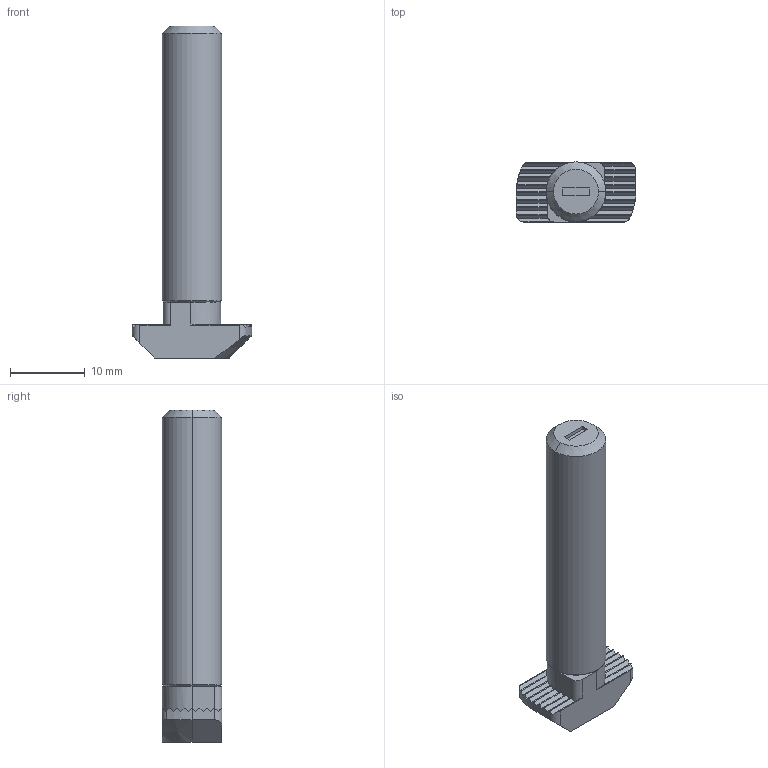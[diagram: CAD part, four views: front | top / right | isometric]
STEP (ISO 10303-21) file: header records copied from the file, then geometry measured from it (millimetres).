
FILE_DESCRIPTION (( 'STEP AP214' ), '1' );
FILE_NAME ('096hk0830m0840.STEP', '2014-08-18T13:38:15', ( '' ), ( '' ), 'SwSTEP 2.0', 'SolidWorks 2014', '' );
FILE_SCHEMA (( 'AUTOMOTIVE_DESIGN' ));
Length unit declared in the file: millimetre
Products named in the file (1): 096hk0830m0840
Bounding box: 16 x 8 x 44.5 mm (x, y, z)
Volume: 2482.4 mm3; surface area: 1437.5 mm2
Topology: 1 solids, 1 shells, 87 faces, 240 edges, 156 vertices
Faces by surface type: plane 49, cylinder 32, cone 6
Entity records: 3040 total; most frequent: CARTESIAN_POINT 942, ORIENTED_EDGE 480, DIRECTION 368, EDGE_CURVE 240, VERTEX_POINT 156, VECTOR 128, LINE 128, AXIS2_PLACEMENT_3D 120
